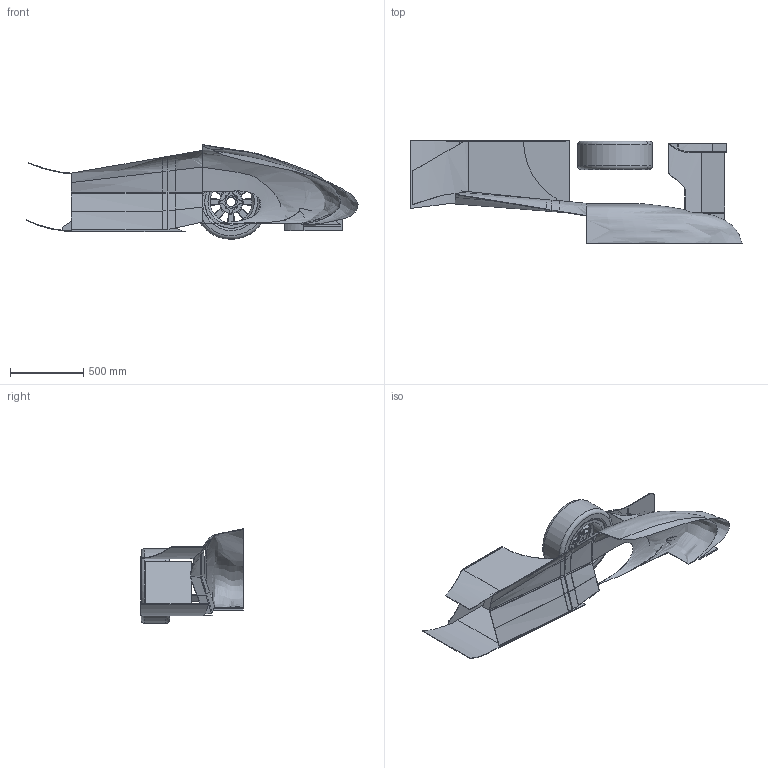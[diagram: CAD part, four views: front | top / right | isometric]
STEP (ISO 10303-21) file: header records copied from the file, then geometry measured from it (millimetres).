
FILE_DESCRIPTION(('CATIA V5 STEP Exchange'),'2;1');
FILE_NAME('2018 radiator analysis.stp','2018-02-08T11:20:05+00:00',('none'),('none'),'CATIA Version 5 Release 17 (IN-10)','CATIA V5 STEP AP203','none');
FILE_SCHEMA(('CONFIG_CONTROL_DESIGN'));
Length unit declared in the file: millimetre
Products named in the file (4): Product1; AssyTsutsui2018; Product9; F-wing
Assembly tree (14 placements, depth 3):
  Product1
    #56
    AssyTsutsui2018
      Product9
      #258
    #11343
    #12491
    #17113
    #24799
    F-wing
      #35579
      #35952
      #36632
      #37182
    #37579
Bounding box: 2263.07 x 700 x 645.08 mm (x, y, z)
Volume: 15525914.6 mm3; surface area: 6992385.5 mm2
Topology: 8 solids, 12 shells, 524 faces, 1362 edges, 923 vertices
Faces by surface type: plane 175, cylinder 174, bspline 93, torus 58, cone 18, extrusion 6
Entity records: 37565 total; most frequent: CARTESIAN_POINT 25865, ORIENTED_EDGE 2610, DIRECTION 1736, EDGE_CURVE 1319, VERTEX_POINT 824, AXIS2_PLACEMENT_3D 809, VECTOR 579, LINE 573
